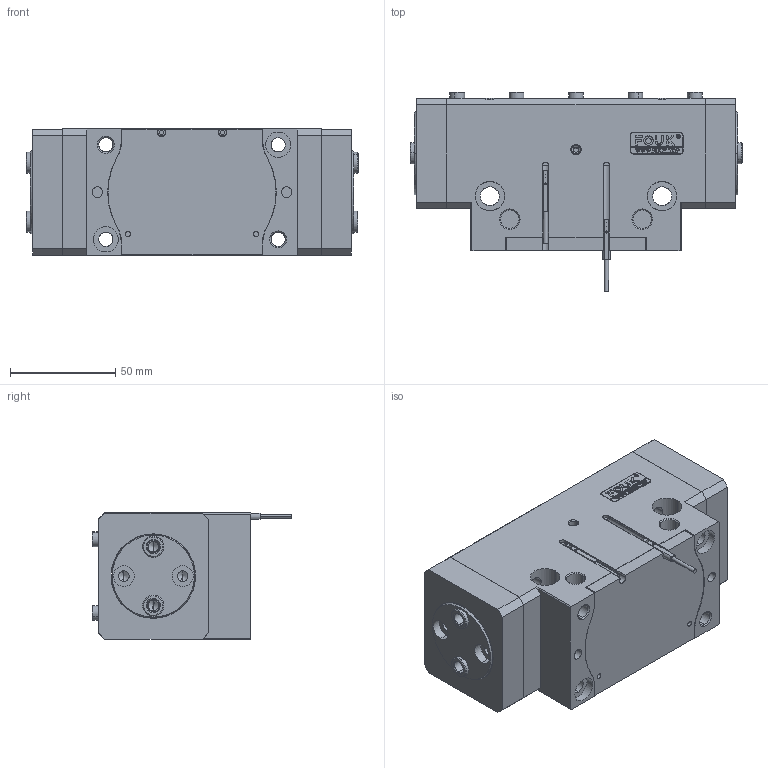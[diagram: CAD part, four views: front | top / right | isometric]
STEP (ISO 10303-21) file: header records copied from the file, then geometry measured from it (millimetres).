
FILE_DESCRIPTION (( 'STEP AP203' ), '1' );
FILE_NAME ('TRF57.STEP', '2025-08-26T06:25:37', ( 'USER-' ), ( 'Microsoft' ), 'SwSTEP 2.0', 'SolidWorks 2018', '' );
FILE_SCHEMA (( 'CONFIG_CONTROL_DESIGN' ));
Length unit declared in the file: millimetre
Products named in the file (20): TRF57; 内六角圆柱头螺钉[GBT70_1-2008][M4×10]_M4×10; 25x10-R1.5-1; TRF57-11 侧板密封圈; TRF57-06 耜猾极; TRF57-08 笢猾啣; ﾏ擎ﾗ10｡ﾁ6｡ﾁ6; TRF57-01 褲极; TRF57-09 菁裔啣 ; 棠羲換覜ん; TRF57-05 忒硌薊輸
Assembly tree (25 placements, depth 2):
  TRF57
    TRF57-01 褲极
    TRF57-05 忒硌薊輸  x2
    TRF57-06 耜猾极  x2
    TRF57-08 笢猾啣
    TRF57-09 菁裔啣 
    TRF57-11 侧板密封圈
    25x10-R1.5-1
    内六角圆柱头螺钉[GBT70_1-2008][M4×10]_M4×10
    内六角圆柱头螺钉[GBT70_1-2008][M4×10]_M4×10
    内六角圆柱头螺钉[GBT70_1-2008][M4×10]_M4×10
    内六角圆柱头螺钉[GBT70_1-2008][M4×10]_M4×10
    内六角圆柱头螺钉[GBT70_1-2008][M4×10]_M4×10
    内六角圆柱头螺钉[GBT70_1-2008][M4×10]_M4×10
    内六角圆柱头螺钉[GBT70_1-2008][M4×10]_M4×10
    内六角圆柱头螺钉[GBT70_1-2008][M4×10]_M4×10
    内六角圆柱头螺钉[GBT70_1-2008][M4×10]_M4×10
    内六角圆柱头螺钉[GBT70_1-2008][M4×10]_M4×10
    棠羲換覜ん  x2
    ﾏ擎ﾗ10｡ﾁ6｡ﾁ6  x4
Bounding box: 158 x 94.72 x 60.2 mm (x, y, z)
Volume: 476469.1 mm3; surface area: 125092.6 mm2
Topology: 25 solids, 25 shells, 1303 faces, 3348 edges, 2141 vertices
Faces by surface type: plane 582, cylinder 379, cone 167, bspline 155, torus 20
Entity records: 44295 total; most frequent: CARTESIAN_POINT 13184, ORIENTED_EDGE 6134, DIRECTION 5670, EDGE_CURVE 3067, VERTEX_POINT 1999, LINE 1932, VECTOR 1932, AXIS2_PLACEMENT_3D 1869
